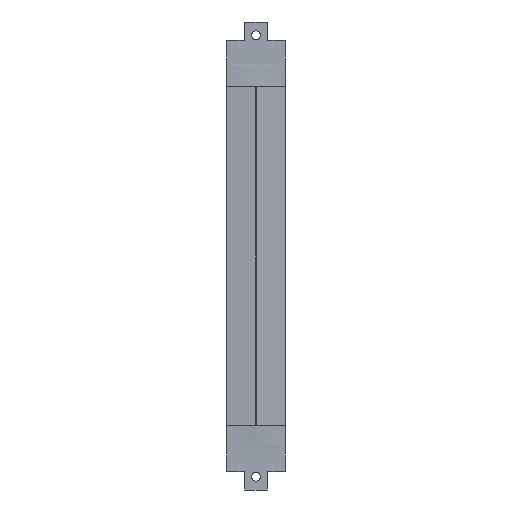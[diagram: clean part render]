
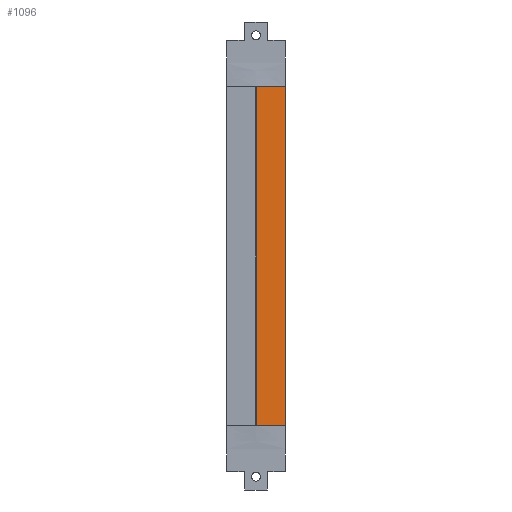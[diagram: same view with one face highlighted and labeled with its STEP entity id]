
A CAD part, front view. The second image highlights one B-rep face of the part: STEP entity #1096.
In plain terms, the highlighted planar face has unit normal (0.05, -0.999, 0).
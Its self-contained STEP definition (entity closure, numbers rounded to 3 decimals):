
#12 = ORIENTED_EDGE ( 'NONE', *, *, #1318, .F. ) ;
#56 = EDGE_LOOP ( 'NONE', ( #963, #868, #12, #194 ) ) ;
#61 = EDGE_CURVE ( 'NONE', #932, #1205, #1412, .T. ) ;
#70 = VECTOR ( 'NONE', #1031, 1000. ) ;
#80 = CARTESIAN_POINT ( 'NONE',  ( 0.176, -0.996, 115. ) ) ;
#143 = DIRECTION ( 'NONE',  ( 0.999, 0.05, 0. ) ) ;
#145 = DIRECTION ( 'NONE',  ( 0.05, -0.999, 0. ) ) ;
#148 = CARTESIAN_POINT ( 'NONE',  ( 0.05, -1.002, 115. ) ) ;
#152 = PLANE ( 'NONE',  #1064 ) ;
#194 = ORIENTED_EDGE ( 'NONE', *, *, #61, .T. ) ;
#242 = DIRECTION ( 'NONE',  ( 0., 0., -1. ) ) ;
#417 = LINE ( 'NONE', #1411, #436 ) ;
#436 = VECTOR ( 'NONE', #242, 1000. ) ;
#538 = CARTESIAN_POINT ( 'NONE',  ( 20., 0., 115. ) ) ;
#546 = FACE_OUTER_BOUND ( 'NONE', #56, .T. ) ;
#611 = CARTESIAN_POINT ( 'NONE',  ( 0.176, -0.996, -115. ) ) ;
#633 = CARTESIAN_POINT ( 'NONE',  ( 20., 0., -115. ) ) ;
#641 = CARTESIAN_POINT ( 'NONE',  ( 0.176, -0.996, 115. ) ) ;
#662 = LINE ( 'NONE', #801, #1054 ) ;
#681 = VERTEX_POINT ( 'NONE', #633 ) ;
#736 = DIRECTION ( 'NONE',  ( 0., 0., -1. ) ) ;
#750 = VERTEX_POINT ( 'NONE', #611 ) ;
#798 = DIRECTION ( 'NONE',  ( -0.999, -0.05, 0. ) ) ;
#801 = CARTESIAN_POINT ( 'NONE',  ( 0.05, -1.002, -115. ) ) ;
#826 = VECTOR ( 'NONE', #736, 1000. ) ;
#866 = LINE ( 'NONE', #641, #826 ) ;
#868 = ORIENTED_EDGE ( 'NONE', *, *, #1350, .F. ) ;
#932 = VERTEX_POINT ( 'NONE', #538 ) ;
#963 = ORIENTED_EDGE ( 'NONE', *, *, #1321, .T. ) ;
#973 = CARTESIAN_POINT ( 'NONE',  ( 0.05, -1.002, 115. ) ) ;
#1031 = DIRECTION ( 'NONE',  ( -0.999, -0.05, 0. ) ) ;
#1054 = VECTOR ( 'NONE', #798, 1000. ) ;
#1064 = AXIS2_PLACEMENT_3D ( 'NONE', #148, #145, #143 ) ;
#1096 = ADVANCED_FACE ( 'NONE', ( #546 ), #152, .T. ) ;
#1205 = VERTEX_POINT ( 'NONE', #80 ) ;
#1318 = EDGE_CURVE ( 'NONE', #932, #681, #417, .T. ) ;
#1321 = EDGE_CURVE ( 'NONE', #1205, #750, #866, .T. ) ;
#1350 = EDGE_CURVE ( 'NONE', #681, #750, #662, .T. ) ;
#1411 = CARTESIAN_POINT ( 'NONE',  ( 20., 0., 115. ) ) ;
#1412 = LINE ( 'NONE', #973, #70 ) ;
